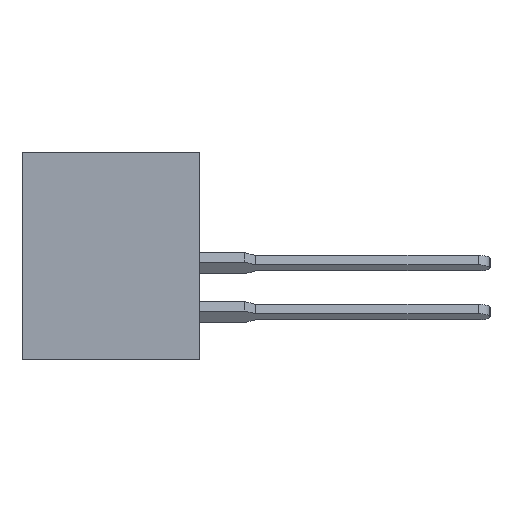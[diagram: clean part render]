
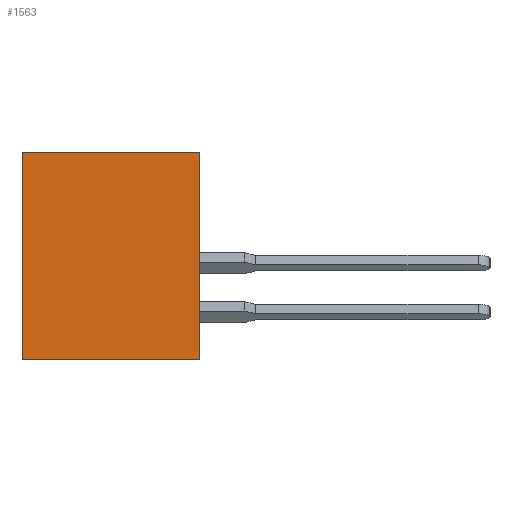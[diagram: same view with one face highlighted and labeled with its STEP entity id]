
A CAD part, left-side view. The second image highlights one B-rep face of the part: STEP entity #1563.
In plain terms, the highlighted planar face has unit normal (-1, 0, 0).
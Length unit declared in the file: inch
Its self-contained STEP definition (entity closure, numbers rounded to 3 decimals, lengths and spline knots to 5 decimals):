
#14 = DIRECTION ( 'NONE',  ( 0., 0., 1. ) ) ;
#53 = VERTEX_POINT ( 'NONE', #1357 ) ;
#401 = EDGE_LOOP ( 'NONE', ( #11243, #11456, #6436, #7352 ) ) ;
#1357 = CARTESIAN_POINT ( 'NONE',  ( 0., 0.453, -0.531 ) ) ;
#1563 = ADVANCED_FACE ( 'NONE', ( #7896 ), #9974, .F. ) ;
#1601 = VERTEX_POINT ( 'NONE', #7534 ) ;
#1795 = EDGE_CURVE ( 'NONE', #53, #12114, #6175, .T. ) ;
#2548 = EDGE_CURVE ( 'NONE', #53, #7487, #11798, .T. ) ;
#3226 = LINE ( 'NONE', #13347, #4955 ) ;
#4955 = VECTOR ( 'NONE', #8388, 39.37008 ) ;
#5980 = CARTESIAN_POINT ( 'NONE',  ( 0., 0.453, 0. ) ) ;
#6008 = CARTESIAN_POINT ( 'NONE',  ( 0., 0., -0.531 ) ) ;
#6175 = LINE ( 'NONE', #13795, #15032 ) ;
#6266 = DIRECTION ( 'NONE',  ( 1., 0., 0. ) ) ;
#6436 = ORIENTED_EDGE ( 'NONE', *, *, #2548, .F. ) ;
#6964 = AXIS2_PLACEMENT_3D ( 'NONE', #7429, #6266, #8573 ) ;
#7352 = ORIENTED_EDGE ( 'NONE', *, *, #1795, .T. ) ;
#7429 = CARTESIAN_POINT ( 'NONE',  ( 0., 0.453, 0. ) ) ;
#7487 = VERTEX_POINT ( 'NONE', #5980 ) ;
#7534 = CARTESIAN_POINT ( 'NONE',  ( 0., 0., 0. ) ) ;
#7896 = FACE_OUTER_BOUND ( 'NONE', #401, .T. ) ;
#8388 = DIRECTION ( 'NONE',  ( 0., 0., 1. ) ) ;
#8472 = CARTESIAN_POINT ( 'NONE',  ( 0., 0.453, 0. ) ) ;
#8573 = DIRECTION ( 'NONE',  ( 0., 0., -1. ) ) ;
#9103 = LINE ( 'NONE', #10963, #10964 ) ;
#9974 = PLANE ( 'NONE',  #6964 ) ;
#10716 = DIRECTION ( 'NONE',  ( 0., -1., 0. ) ) ;
#10963 = CARTESIAN_POINT ( 'NONE',  ( 0., 0.453, 0. ) ) ;
#10964 = VECTOR ( 'NONE', #12172, 39.37008 ) ;
#10997 = EDGE_CURVE ( 'NONE', #12114, #1601, #3226, .T. ) ;
#11243 = ORIENTED_EDGE ( 'NONE', *, *, #10997, .T. ) ;
#11456 = ORIENTED_EDGE ( 'NONE', *, *, #12549, .F. ) ;
#11798 = LINE ( 'NONE', #8472, #13873 ) ;
#12114 = VERTEX_POINT ( 'NONE', #6008 ) ;
#12172 = DIRECTION ( 'NONE',  ( 0., -1., 0. ) ) ;
#12549 = EDGE_CURVE ( 'NONE', #7487, #1601, #9103, .T. ) ;
#13347 = CARTESIAN_POINT ( 'NONE',  ( 0., 0., 0. ) ) ;
#13795 = CARTESIAN_POINT ( 'NONE',  ( 0., 0.453, -0.531 ) ) ;
#13873 = VECTOR ( 'NONE', #14, 39.37008 ) ;
#15032 = VECTOR ( 'NONE', #10716, 39.37008 ) ;
